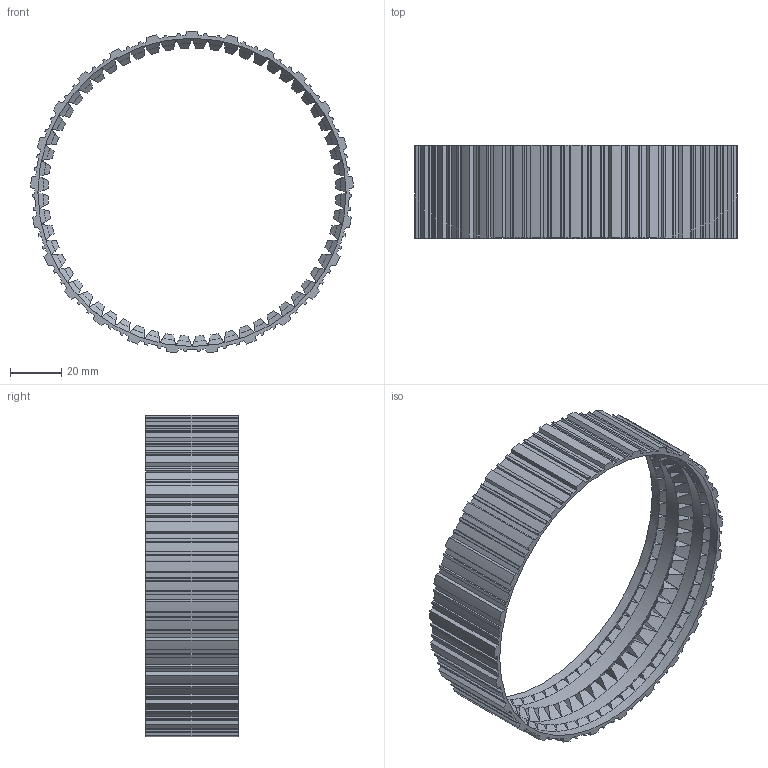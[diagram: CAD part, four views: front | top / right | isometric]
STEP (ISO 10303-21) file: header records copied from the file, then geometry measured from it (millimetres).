
FILE_DESCRIPTION(/* description */ (''),/* implementation_level */ '2;1');
FILE_NAME(/* name */ 'track-thin.step',/* time_stamp */ '2025-02-20T18:52:07+03:00',/* author */ (''),/* organization */ (''),/* preprocessor_version */ 'ST-DEVELOPER v20',/* originating_system */ 'Autodesk Translation Framework v13.20.0.188',/* authorisation */ '');
FILE_SCHEMA (('AUTOMOTIVE_DESIGN { 1 0 10303 214 3 1 1 }'));
Length unit declared in the file: millimetre
Products named in the file (1): caretaker
Bounding box: 125.54 x 36 x 125.32 mm (x, y, z)
Volume: 32437.3 mm3; surface area: 36939.2 mm2
Topology: 1 solids, 1 shells, 1026 faces, 2346 edges, 1322 vertices
Faces by surface type: plane 512, cone 360, cylinder 154
Full cylindrical faces by diameter (mm): 120 x4
Entity records: 27444 total; most frequent: CARTESIAN_POINT 6135, ORIENTED_EDGE 4692, DIRECTION 4522, EDGE_CURVE 2346, AXIS2_PLACEMENT_3D 1869, VERTEX_POINT 1322, EDGE_LOOP 1028, FACE_OUTER_BOUND 1026
